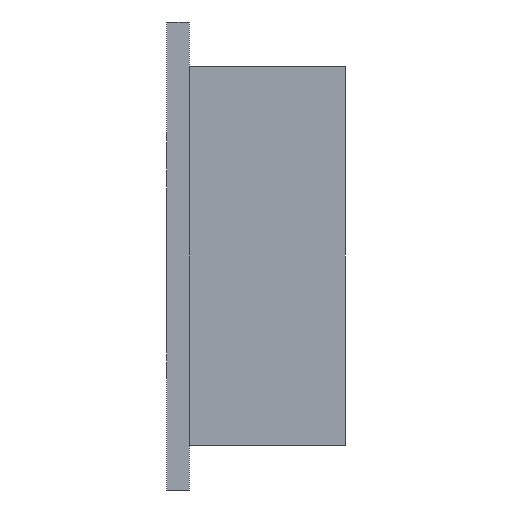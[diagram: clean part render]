
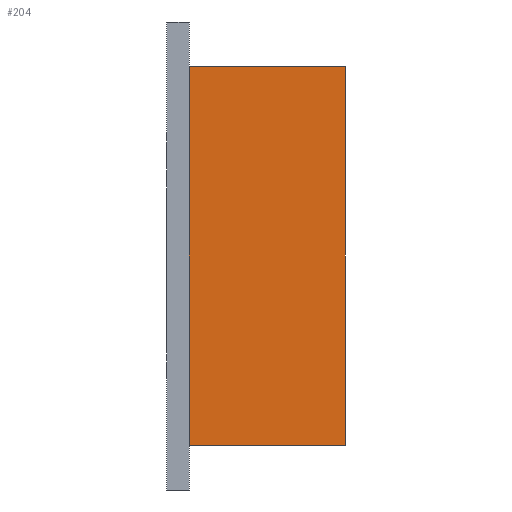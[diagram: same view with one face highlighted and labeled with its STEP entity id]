
A CAD part, left-side view. The second image highlights one B-rep face of the part: STEP entity #204.
In plain terms, the highlighted planar face has unit normal (-1, 0, 0).
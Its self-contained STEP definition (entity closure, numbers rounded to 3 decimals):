
#20 = DIRECTION ( 'NONE',  ( 0., -1., 0. ) ) ;
#41 = DIRECTION ( 'NONE',  ( 0., 0., -1. ) ) ;
#47 = CARTESIAN_POINT ( 'NONE',  ( -165., 14., -17. ) ) ;
#48 = ORIENTED_EDGE ( 'NONE', *, *, #848, .F. ) ;
#57 = AXIS2_PLACEMENT_3D ( 'NONE', #782, #772, #41 ) ;
#66 = VECTOR ( 'NONE', #597, 1000. ) ;
#82 = DIRECTION ( 'NONE',  ( 0., -1., 0. ) ) ;
#104 = EDGE_LOOP ( 'NONE', ( #376, #788, #48, #285 ) ) ;
#143 = CARTESIAN_POINT ( 'NONE',  ( -165., 14., 17. ) ) ;
#204 = ADVANCED_FACE ( 'NONE', ( #600 ), #920, .F. ) ;
#226 = VECTOR ( 'NONE', #937, 1000. ) ;
#285 = ORIENTED_EDGE ( 'NONE', *, *, #700, .T. ) ;
#324 = CARTESIAN_POINT ( 'NONE',  ( -165., 14., -17. ) ) ;
#354 = CARTESIAN_POINT ( 'NONE',  ( -165., 14., 17. ) ) ;
#376 = ORIENTED_EDGE ( 'NONE', *, *, #754, .T. ) ;
#398 = CARTESIAN_POINT ( 'NONE',  ( -165., 0., 17. ) ) ;
#435 = LINE ( 'NONE', #354, #552 ) ;
#459 = VERTEX_POINT ( 'NONE', #324 ) ;
#525 = CARTESIAN_POINT ( 'NONE',  ( -165., 0., -17. ) ) ;
#548 = LINE ( 'NONE', #47, #226 ) ;
#552 = VECTOR ( 'NONE', #20, 1000. ) ;
#597 = DIRECTION ( 'NONE',  ( 0., 0., 1. ) ) ;
#600 = FACE_OUTER_BOUND ( 'NONE', #104, .T. ) ;
#665 = CARTESIAN_POINT ( 'NONE',  ( -165., 14., -17. ) ) ;
#688 = LINE ( 'NONE', #931, #66 ) ;
#700 = EDGE_CURVE ( 'NONE', #459, #790, #745, .T. ) ;
#745 = LINE ( 'NONE', #665, #814 ) ;
#746 = EDGE_CURVE ( 'NONE', #929, #1007, #435, .T. ) ;
#754 = EDGE_CURVE ( 'NONE', #790, #1007, #688, .T. ) ;
#772 = DIRECTION ( 'NONE',  ( 1., 0., 0. ) ) ;
#782 = CARTESIAN_POINT ( 'NONE',  ( -165., 14., -17. ) ) ;
#788 = ORIENTED_EDGE ( 'NONE', *, *, #746, .F. ) ;
#790 = VERTEX_POINT ( 'NONE', #525 ) ;
#814 = VECTOR ( 'NONE', #82, 1000. ) ;
#848 = EDGE_CURVE ( 'NONE', #459, #929, #548, .T. ) ;
#920 = PLANE ( 'NONE',  #57 ) ;
#929 = VERTEX_POINT ( 'NONE', #143 ) ;
#931 = CARTESIAN_POINT ( 'NONE',  ( -165., 0., -17. ) ) ;
#937 = DIRECTION ( 'NONE',  ( 0., 0., 1. ) ) ;
#1007 = VERTEX_POINT ( 'NONE', #398 ) ;
